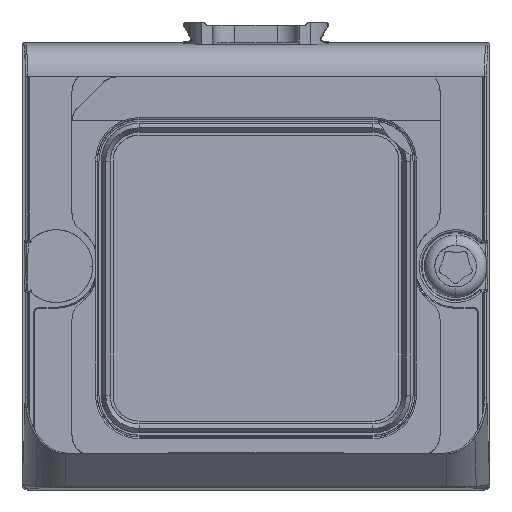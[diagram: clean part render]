
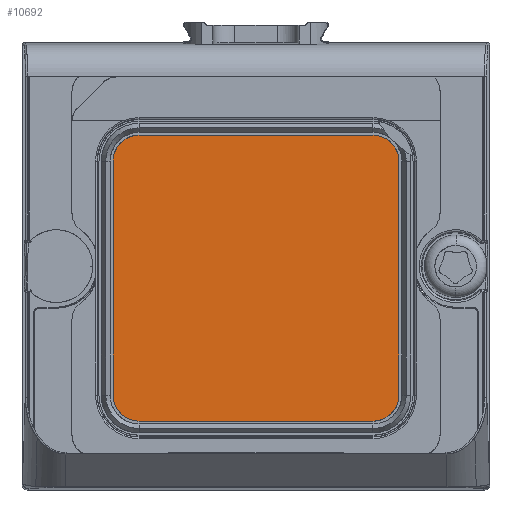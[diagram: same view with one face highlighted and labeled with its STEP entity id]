
A CAD part, top view. The second image highlights one B-rep face of the part: STEP entity #10692.
In plain terms, the highlighted planar face has unit normal (0, 0, -1).
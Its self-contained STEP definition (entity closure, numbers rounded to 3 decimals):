
#939=FACE_OUTER_BOUND('',#1396,.T.);
#1396=EDGE_LOOP('',(#8470,#8471,#8472,#8473,#8474,#8475,#8476,#8477));
#1878=B_SPLINE_CURVE_WITH_KNOTS('',3,(#16308,#16309,#16310,#16311,#16312,
#16313,#16314,#16315,#16316,#16317,#16318,#16319,#16320),.UNSPECIFIED.,
 .F.,.F.,(4,3,3,3,4),(0.,0.25,0.5,0.75,1.),.UNSPECIFIED.);
#1879=B_SPLINE_CURVE_WITH_KNOTS('',3,(#16324,#16325,#16326,#16327,#16328,
#16329,#16330,#16331,#16332,#16333,#16334,#16335,#16336),.UNSPECIFIED.,
 .F.,.F.,(4,3,3,3,4),(0.,0.25,0.5,0.75,1.),.UNSPECIFIED.);
#1880=B_SPLINE_CURVE_WITH_KNOTS('',3,(#16340,#16341,#16342,#16343,#16344,
#16345,#16346,#16347,#16348,#16349,#16350,#16351,#16352),.UNSPECIFIED.,
 .F.,.F.,(4,3,3,3,4),(0.,0.25,0.5,0.75,1.),.UNSPECIFIED.);
#1881=B_SPLINE_CURVE_WITH_KNOTS('',3,(#16355,#16356,#16357,#16358,#16359,
#16360,#16361,#16362,#16363,#16364,#16365,#16366,#16367),.UNSPECIFIED.,
 .F.,.F.,(4,3,3,3,4),(0.,0.25,0.5,0.75,1.),.UNSPECIFIED.);
#2213=LINE('',#16306,#3299);
#2214=LINE('',#16322,#3300);
#2215=LINE('',#16338,#3301);
#2216=LINE('',#16354,#3302);
#3299=VECTOR('',#13122,10.);
#3300=VECTOR('',#13123,10.);
#3301=VECTOR('',#13124,10.);
#3302=VECTOR('',#13125,10.);
#4385=VERTEX_POINT('',#16304);
#4386=VERTEX_POINT('',#16305);
#4387=VERTEX_POINT('',#16307);
#4388=VERTEX_POINT('',#16321);
#4389=VERTEX_POINT('',#16323);
#4390=VERTEX_POINT('',#16337);
#4391=VERTEX_POINT('',#16339);
#4392=VERTEX_POINT('',#16353);
#6427=EDGE_CURVE('',#4385,#4386,#2213,.T.);
#6428=EDGE_CURVE('',#4386,#4387,#1878,.T.);
#6429=EDGE_CURVE('',#4387,#4388,#2214,.T.);
#6430=EDGE_CURVE('',#4388,#4389,#1879,.T.);
#6431=EDGE_CURVE('',#4389,#4390,#2215,.T.);
#6432=EDGE_CURVE('',#4390,#4391,#1880,.T.);
#6433=EDGE_CURVE('',#4391,#4392,#2216,.T.);
#6434=EDGE_CURVE('',#4392,#4385,#1881,.T.);
#8470=ORIENTED_EDGE('',*,*,#6427,.T.);
#8471=ORIENTED_EDGE('',*,*,#6428,.T.);
#8472=ORIENTED_EDGE('',*,*,#6429,.T.);
#8473=ORIENTED_EDGE('',*,*,#6430,.T.);
#8474=ORIENTED_EDGE('',*,*,#6431,.T.);
#8475=ORIENTED_EDGE('',*,*,#6432,.T.);
#8476=ORIENTED_EDGE('',*,*,#6433,.T.);
#8477=ORIENTED_EDGE('',*,*,#6434,.T.);
#10514=PLANE('',#12070);
#10692=ADVANCED_FACE('',(#939),#10514,.T.);
#12070=AXIS2_PLACEMENT_3D('',#16303,#13120,#13121);
#13120=DIRECTION('center_axis',(0.,0.,
-1.));
#13121=DIRECTION('ref_axis',(-1.,0.,0.));
#13122=DIRECTION('',(1.,0.,0.));
#13123=DIRECTION('',(0.,-1.,0.));
#13124=DIRECTION('',(-1.,0.,0.));
#13125=DIRECTION('',(0.,1.,0.));
#16303=CARTESIAN_POINT('Origin',(592.11,480.831,-0.75));
#16304=CARTESIAN_POINT('',(580.86,480.831,-0.75));
#16305=CARTESIAN_POINT('',(603.36,480.831,-0.75));
#16306=CARTESIAN_POINT('',(580.86,480.831,-0.75));
#16307=CARTESIAN_POINT('',(607.21,476.981,-0.75));
#16308=CARTESIAN_POINT('Ctrl Pts',(603.36,480.831,-0.75));
#16309=CARTESIAN_POINT('Ctrl Pts',(603.864,480.83,-0.75));
#16310=CARTESIAN_POINT('Ctrl Pts',(604.368,480.73,-0.75));
#16311=CARTESIAN_POINT('Ctrl Pts',(604.833,480.538,-0.75));
#16312=CARTESIAN_POINT('Ctrl Pts',(605.299,480.345,-0.75));
#16313=CARTESIAN_POINT('Ctrl Pts',(605.726,480.06,-0.75));
#16314=CARTESIAN_POINT('Ctrl Pts',(606.082,479.703,-0.75));
#16315=CARTESIAN_POINT('Ctrl Pts',(606.439,479.347,-0.75));
#16316=CARTESIAN_POINT('Ctrl Pts',(606.724,478.92,-0.75));
#16317=CARTESIAN_POINT('Ctrl Pts',(606.917,478.454,-0.75));
#16318=CARTESIAN_POINT('Ctrl Pts',(607.109,477.989,-0.75));
#16319=CARTESIAN_POINT('Ctrl Pts',(607.209,477.485,-0.75));
#16320=CARTESIAN_POINT('Ctrl Pts',(607.21,476.981,-0.75));
#16321=CARTESIAN_POINT('',(607.21,454.481,-0.75));
#16322=CARTESIAN_POINT('',(607.21,476.981,-0.75));
#16323=CARTESIAN_POINT('',(603.36,450.631,-0.75));
#16324=CARTESIAN_POINT('Ctrl Pts',(607.21,454.481,-0.75));
#16325=CARTESIAN_POINT('Ctrl Pts',(607.209,453.977,-0.75));
#16326=CARTESIAN_POINT('Ctrl Pts',(607.109,453.473,-0.75));
#16327=CARTESIAN_POINT('Ctrl Pts',(606.917,453.007,-0.75));
#16328=CARTESIAN_POINT('Ctrl Pts',(606.724,452.542,-0.75));
#16329=CARTESIAN_POINT('Ctrl Pts',(606.439,452.115,-0.75));
#16330=CARTESIAN_POINT('Ctrl Pts',(606.082,451.758,-0.75));
#16331=CARTESIAN_POINT('Ctrl Pts',(605.726,451.402,-0.75));
#16332=CARTESIAN_POINT('Ctrl Pts',(605.299,451.116,-0.75));
#16333=CARTESIAN_POINT('Ctrl Pts',(604.833,450.924,-0.75));
#16334=CARTESIAN_POINT('Ctrl Pts',(604.368,450.731,-0.75));
#16335=CARTESIAN_POINT('Ctrl Pts',(603.864,450.632,-0.75));
#16336=CARTESIAN_POINT('Ctrl Pts',(603.36,450.631,-0.75));
#16337=CARTESIAN_POINT('',(580.86,450.631,-0.75));
#16338=CARTESIAN_POINT('',(603.36,450.631,-0.75));
#16339=CARTESIAN_POINT('',(577.01,454.481,-0.75));
#16340=CARTESIAN_POINT('Ctrl Pts',(580.86,450.631,-0.75));
#16341=CARTESIAN_POINT('Ctrl Pts',(580.356,450.632,-0.75));
#16342=CARTESIAN_POINT('Ctrl Pts',(579.852,450.731,-0.75));
#16343=CARTESIAN_POINT('Ctrl Pts',(579.386,450.924,-0.75));
#16344=CARTESIAN_POINT('Ctrl Pts',(578.921,451.116,-0.75));
#16345=CARTESIAN_POINT('Ctrl Pts',(578.494,451.402,-0.75));
#16346=CARTESIAN_POINT('Ctrl Pts',(578.137,451.758,-0.75));
#16347=CARTESIAN_POINT('Ctrl Pts',(577.781,452.115,-0.75));
#16348=CARTESIAN_POINT('Ctrl Pts',(577.495,452.542,-0.75));
#16349=CARTESIAN_POINT('Ctrl Pts',(577.303,453.007,-0.75));
#16350=CARTESIAN_POINT('Ctrl Pts',(577.11,453.473,-0.75));
#16351=CARTESIAN_POINT('Ctrl Pts',(577.011,453.977,-0.75));
#16352=CARTESIAN_POINT('Ctrl Pts',(577.01,454.481,-0.75));
#16353=CARTESIAN_POINT('',(577.01,476.981,-0.75));
#16354=CARTESIAN_POINT('',(577.01,454.481,-0.75));
#16355=CARTESIAN_POINT('Ctrl Pts',(577.01,476.981,-0.75));
#16356=CARTESIAN_POINT('Ctrl Pts',(577.011,477.485,-0.75));
#16357=CARTESIAN_POINT('Ctrl Pts',(577.11,477.989,-0.75));
#16358=CARTESIAN_POINT('Ctrl Pts',(577.303,478.454,-0.75));
#16359=CARTESIAN_POINT('Ctrl Pts',(577.495,478.92,-0.75));
#16360=CARTESIAN_POINT('Ctrl Pts',(577.781,479.347,-0.75));
#16361=CARTESIAN_POINT('Ctrl Pts',(578.137,479.703,-0.75));
#16362=CARTESIAN_POINT('Ctrl Pts',(578.494,480.06,-0.75));
#16363=CARTESIAN_POINT('Ctrl Pts',(578.921,480.345,-0.75));
#16364=CARTESIAN_POINT('Ctrl Pts',(579.386,480.538,-0.75));
#16365=CARTESIAN_POINT('Ctrl Pts',(579.852,480.73,-0.75));
#16366=CARTESIAN_POINT('Ctrl Pts',(580.356,480.83,-0.75));
#16367=CARTESIAN_POINT('Ctrl Pts',(580.86,480.831,-0.75));
